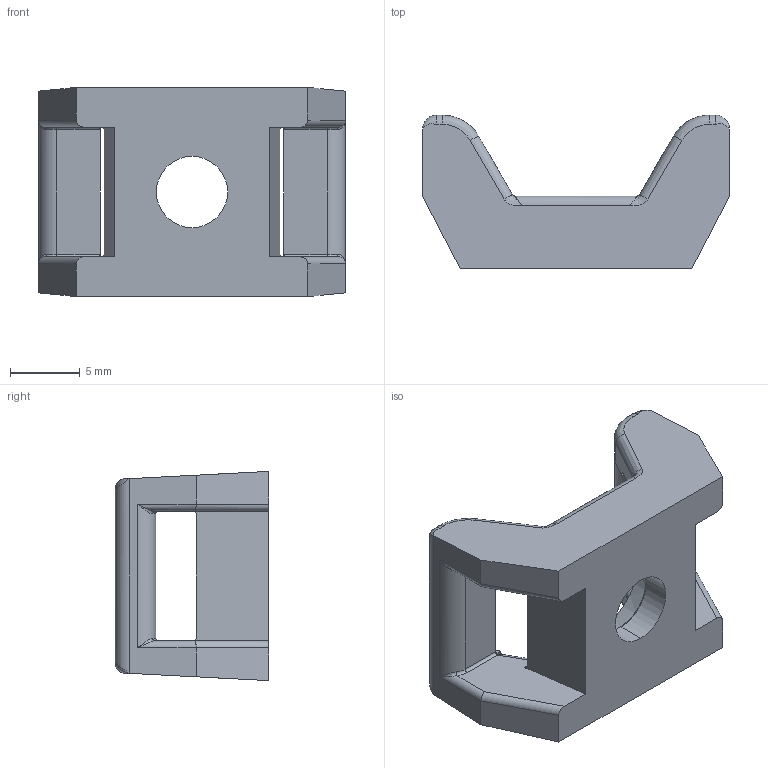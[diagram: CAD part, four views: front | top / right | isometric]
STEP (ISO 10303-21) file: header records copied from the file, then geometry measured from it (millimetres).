
FILE_DESCRIPTION((''),'2;1');
FILE_NAME('AR3403 uchwyt do przewodów.stp','2016-04-25T13:08:27',('Konstruktor II'),(''),'Autodesk Inventor 2013','Autodesk Inventor 2013','');
FILE_SCHEMA(('AUTOMOTIVE_DESIGN { 1 0 10303 214 1 1 1 1 }'));
Length unit declared in the file: millimetre
Products named in the file (1): AR3403 uchwyt do przewodów
Bounding box: 22 x 11 x 15 mm (x, y, z)
Volume: 1270.3 mm3; surface area: 1405.2 mm2
Topology: 1 solids, 1 shells, 107 faces, 278 edges, 158 vertices
Faces by surface type: cylinder 38, bspline 32, plane 29, cone 4, torus 4
Entity records: 4151 total; most frequent: CARTESIAN_POINT 1922, ORIENTED_EDGE 532, DIRECTION 372, EDGE_CURVE 266, VERTEX_POINT 158, AXIS2_PLACEMENT_3D 128, VECTOR 116, LINE 116
